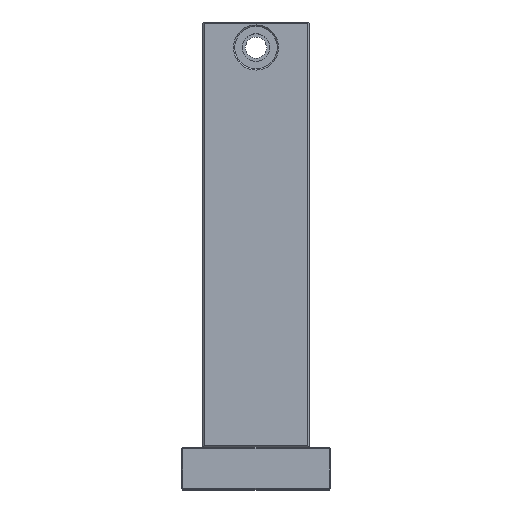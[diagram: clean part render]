
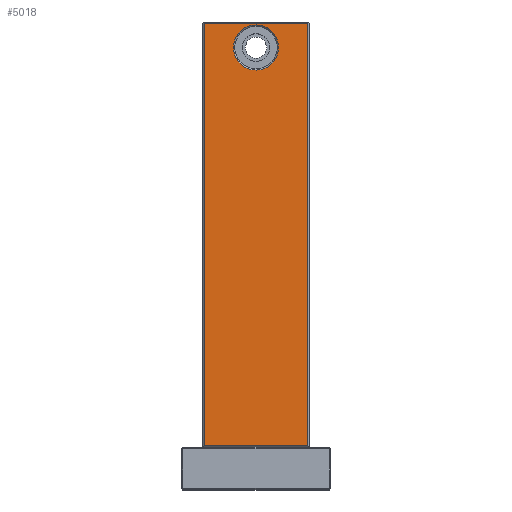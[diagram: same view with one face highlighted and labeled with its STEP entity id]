
A CAD part, top view. The second image highlights one B-rep face of the part: STEP entity #5018.
In plain terms, the highlighted planar face has unit normal (0, 0, 1).
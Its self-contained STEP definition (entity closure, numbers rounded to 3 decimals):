
#4039=DIRECTION('',(0.,-1.,0.));
#4040=VECTOR('',#4039,99.4);
#4041=CARTESIAN_POINT('',(-12.2,126.7,-1.));
#4042=LINE('',#4041,#4040);
#4043=DIRECTION('',(1.,0.,0.));
#4044=VECTOR('',#4043,24.4);
#4045=CARTESIAN_POINT('',(-12.2,126.7,-1.));
#4046=LINE('',#4045,#4044);
#4047=DIRECTION('',(0.,-1.,0.));
#4048=VECTOR('',#4047,99.4);
#4049=CARTESIAN_POINT('',(12.2,126.7,-1.));
#4050=LINE('',#4049,#4048);
#4051=DIRECTION('',(-1.,0.,0.));
#4052=VECTOR('',#4051,24.4);
#4053=CARTESIAN_POINT('',(12.2,27.3,-1.));
#4054=LINE('',#4053,#4052);
#4055=CARTESIAN_POINT('',(0.,121.,-1.));
#4056=DIRECTION('',(0.,0.,-1.));
#4057=DIRECTION('',(1.,0.,0.));
#4058=AXIS2_PLACEMENT_3D('',#4055,#4056,#4057);
#4060=CARTESIAN_POINT('',(0.,121.,-1.));
#4061=DIRECTION('',(0.,0.,-1.));
#4062=DIRECTION('',(-1.,0.,0.));
#4063=AXIS2_PLACEMENT_3D('',#4060,#4061,#4062);
#4671=CARTESIAN_POINT('',(-12.2,126.7,-1.));
#4672=CARTESIAN_POINT('',(-12.2,27.3,-1.));
#4673=VERTEX_POINT('',#4671);
#4674=VERTEX_POINT('',#4672);
#4675=CARTESIAN_POINT('',(12.2,126.7,-1.));
#4676=VERTEX_POINT('',#4675);
#4677=CARTESIAN_POINT('',(12.2,27.3,-1.));
#4678=VERTEX_POINT('',#4677);
#4733=CARTESIAN_POINT('',(5.3,121.,-1.));
#4734=CARTESIAN_POINT('',(-5.3,121.,-1.));
#4735=VERTEX_POINT('',#4733);
#4736=VERTEX_POINT('',#4734);
#4999=CARTESIAN_POINT('',(-17.5,27.,-1.));
#5000=DIRECTION('',(0.,0.,1.));
#5001=DIRECTION('',(1.,0.,0.));
#5002=AXIS2_PLACEMENT_3D('',#4999,#5000,#5001);
#5003=PLANE('',#5002);
#5005=ORIENTED_EDGE('',*,*,#5004,.F.);
#5007=ORIENTED_EDGE('',*,*,#5006,.T.);
#5009=ORIENTED_EDGE('',*,*,#5008,.T.);
#5010=ORIENTED_EDGE('',*,*,#4820,.T.);
#5011=EDGE_LOOP('',(#5005,#5007,#5009,#5010));
#5012=FACE_OUTER_BOUND('',#5011,.F.);
#5013=ORIENTED_EDGE('',*,*,#4989,.F.);
#5015=ORIENTED_EDGE('',*,*,#5014,.F.);
#5016=EDGE_LOOP('',(#5013,#5015));
#5017=FACE_BOUND('',#5016,.F.);
#5018=ADVANCED_FACE('',(#5012,#5017),#5003,.T.);
#4059=CIRCLE('',#4058,5.3);
#4064=CIRCLE('',#4063,5.3);
#4820=EDGE_CURVE('',#4678,#4674,#4054,.T.);
#4989=EDGE_CURVE('',#4735,#4736,#4059,.T.);
#5004=EDGE_CURVE('',#4673,#4674,#4042,.T.);
#5006=EDGE_CURVE('',#4673,#4676,#4046,.T.);
#5008=EDGE_CURVE('',#4676,#4678,#4050,.T.);
#5014=EDGE_CURVE('',#4736,#4735,#4064,.T.);
